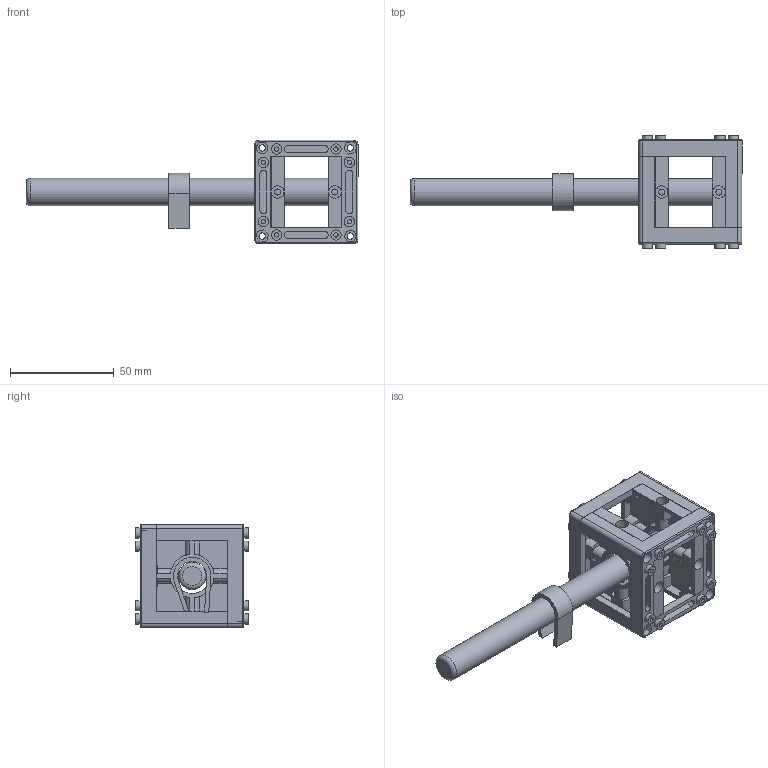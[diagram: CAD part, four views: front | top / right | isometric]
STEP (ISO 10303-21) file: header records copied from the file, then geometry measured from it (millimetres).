
FILE_DESCRIPTION(/* description */ (''),/* implementation_level */ '2;1');
FILE_NAME(/* name */ 'Assembly_Cube_Laser_v3.iam.step',/* time_stamp */ '2022-11-29T09:05:43+01:00',/* author */ ('marsikovabarbora'),/* organization */ (''),/* preprocessor_version */ 'ST-DEVELOPER v18.1',/* originating_system */ 'Autodesk Inventor 2022',/* authorisation */ '');
FILE_SCHEMA (('AUTOMOTIVE_DESIGN { 1 0 10303 214 3 1 1 }'));
Products named in the file (6): Assembly_Cube_Laser_v3; Assembly_Cube_empty_IM_v3; 10_Cube_1x1_IM; 00_Laserpointer_450nm_blue; 00_Laser_Clamp_OnOffSwitch; 20_Cube_Insert_Laser_Holder_fixed_v3
Assembly tree (7 placements, depth 3):
  Assembly_Cube_Laser_v3
    Assembly_Cube_empty_IM_v3
      10_Cube_1x1_IM  x2
    00_Laserpointer_450nm_blue
    00_Laser_Clamp_OnOffSwitch
    20_Cube_Insert_Laser_Holder_fixed_v3  x2
Bounding box: 160.02 x 54.5 x 49.8 mm (x, y, z)
Volume: 59203.7 mm3; surface area: 42487.8 mm2
Topology: 6 solids, 6 shells, 488 faces, 1216 edges, 806 vertices
Faces by surface type: plane 302, cylinder 177, torus 9
Full cylindrical faces by diameter (mm): 2.05 x16, 2.9 x8, 3.1 x8, 4.95 x16, 5.5 x4, 6 x8, 13.2 x1, 17 x2
Entity records: 7937 total; most frequent: CARTESIAN_POINT 1528, DIRECTION 1311, ORIENTED_EDGE 1246, EDGE_CURVE 623, AXIS2_PLACEMENT_3D 439, LINE 433, VECTOR 433, VERTEX_POINT 413
